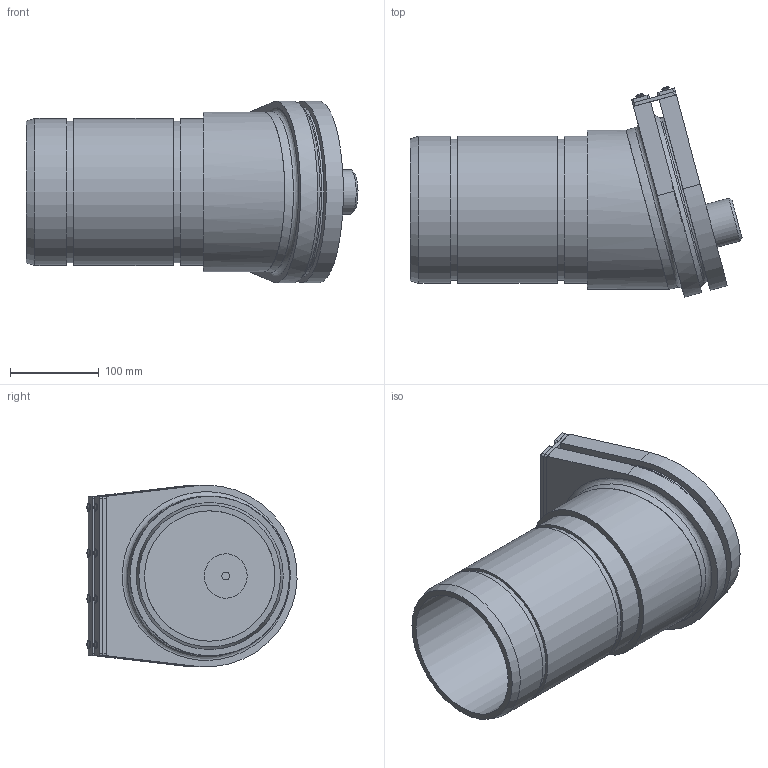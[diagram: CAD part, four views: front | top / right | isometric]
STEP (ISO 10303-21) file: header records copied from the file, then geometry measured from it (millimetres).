
FILE_DESCRIPTION (( 'STEP AP203' ), '1' );
FILE_NAME ('070606.STEP', '2024-11-05T13:56:20', ( '' ), ( '' ), 'SwSTEP 2.0', 'SolidWorks 2023', '' );
FILE_SCHEMA (( 'CONFIG_CONTROL_DESIGN' ));
Length unit declared in the file: millimetre
Products named in the file (1): 070606
Bounding box: 374.68 x 237.13 x 204.99 mm (x, y, z)
Surface area: 451498.7 mm2 (no closed solid volume)
Topology: 0 solids, 22 shells, 210 faces, 657 edges, 449 vertices
Faces by surface type: cylinder 108, plane 69, cone 19, sphere 8, bspline 4, torus 2
Full cylindrical faces by diameter (mm): 4.8 x1, 9.3 x8, 50 x1, 147.2 x1, 159.547 x2, 166 x3, 180 x1, 192 x1
Entity records: 8961 total; most frequent: CARTESIAN_POINT 3398, DIRECTION 1186, ORIENTED_EDGE 953, EDGE_CURVE 604, AXIS2_PLACEMENT_3D 493, VERTEX_POINT 437, EDGE_LOOP 287, CIRCLE 286
